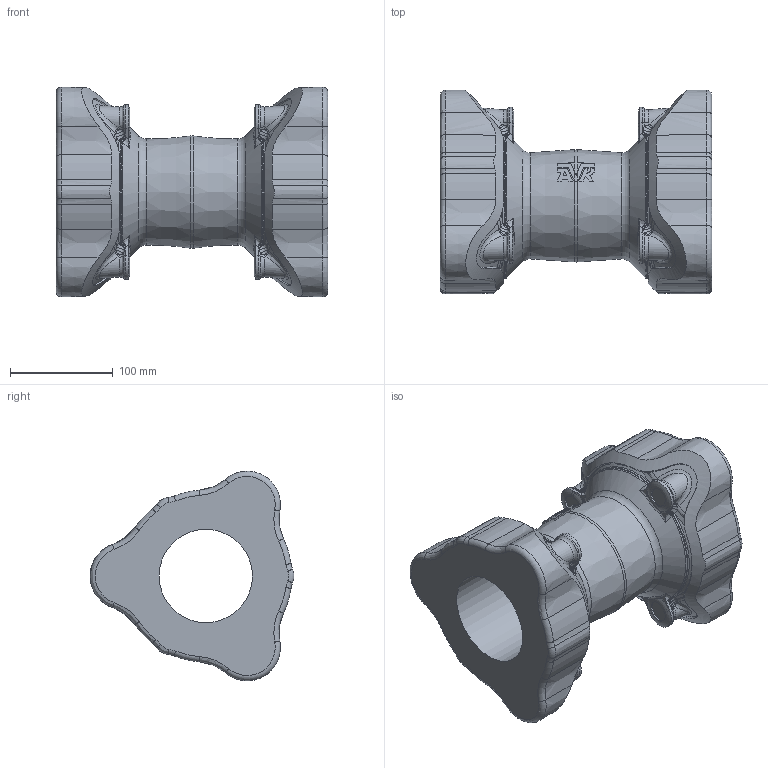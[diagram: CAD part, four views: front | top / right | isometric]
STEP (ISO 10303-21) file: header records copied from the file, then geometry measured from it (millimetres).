
FILE_DESCRIPTION (( 'STEP AP203' ), '1' );
FILE_NAME ('O_631_00_DN65_AA0_step.step', '2016-05-17T08:31:50', ( 'Windows User' ), ( 'AVK' ), 'SwSTEP 2.0', 'SolidWorks 2012', '' );
FILE_SCHEMA (( 'CONFIG_CONTROL_DESIGN' ));
Length unit declared in the file: millimetre
Products named in the file (1): O_631_00_DN65_AA0_step
Bounding box: 265 x 198.86 x 204.18 mm (x, y, z)
Volume: 2846639.2 mm3; surface area: 266139.3 mm2
Topology: 1 solids, 1 shells, 681 faces, 1708 edges, 1008 vertices
Faces by surface type: bspline 402, plane 91, torus 82, cone 55, cylinder 39, sphere 12
Full cylindrical faces by diameter (mm): 91 x1
Entity records: 37318 total; most frequent: CARTESIAN_POINT 24903, ORIENTED_EDGE 3330, EDGE_CURVE 1665, DIRECTION 1577, VERTEX_POINT 1000, B_SPLINE_CURVE_WITH_KNOTS 826, EDGE_LOOP 693, FACE_OUTER_BOUND 684
